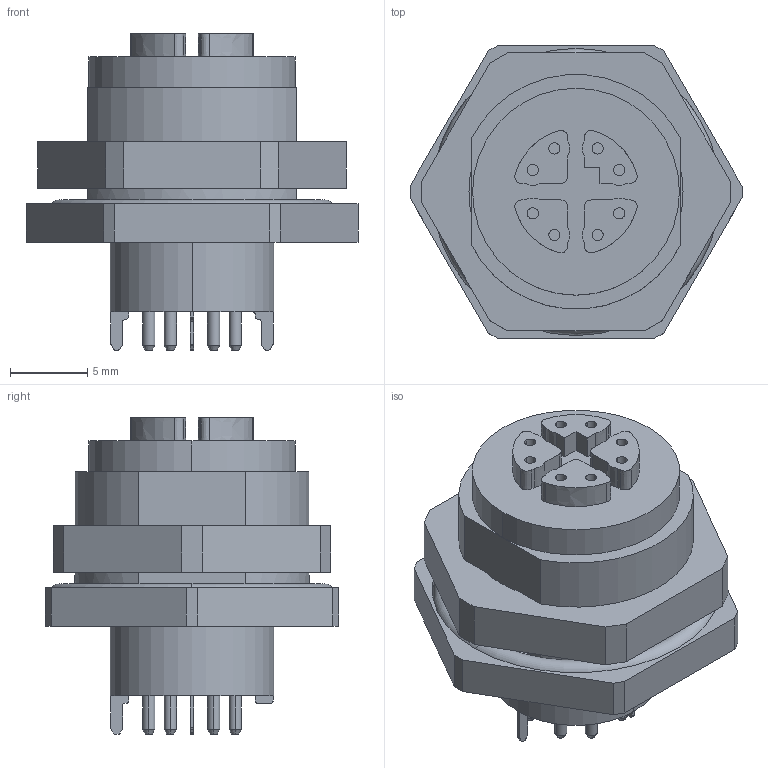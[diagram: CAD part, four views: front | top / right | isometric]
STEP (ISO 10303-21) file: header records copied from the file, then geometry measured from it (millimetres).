
FILE_DESCRIPTION(('CATIA V5 STEP Exchange','CAx-IF Rec.Pracs.--- Model Styling and Organization---1.4--- 2014-01-23'),'2;1');
FILE_NAME ('013177-2_1', '2020-01-16T06:50:57+00:00', ('none'), ('Weidmueller'), 'CATIA Version 5-6 Release 2016 SP3 HF44', 'CATIA V5 STEP AP214', 'none');
FILE_SCHEMA(('AUTOMOTIVE_DESIGN { 1 0 10303 214 1 1 1 1 }'));
Length unit declared in the file: millimetre
Products named in the file (1): 1427670000
Bounding box: 21.5 x 19 x 20.5 mm (x, y, z)
Volume: 3132.3 mm3; surface area: 2157.1 mm2
Topology: 14 solids, 14 shells, 221 faces, 544 edges, 356 vertices
Faces by surface type: plane 108, extrusion 49, cylinder 46, cone 16, torus 2
Entity records: 7127 total; most frequent: CARTESIAN_POINT 2404, ORIENTED_EDGE 1088, DIRECTION 644, EDGE_CURVE 544, VERTEX_POINT 356, VECTOR 304, LINE 255, EDGE_LOOP 248
